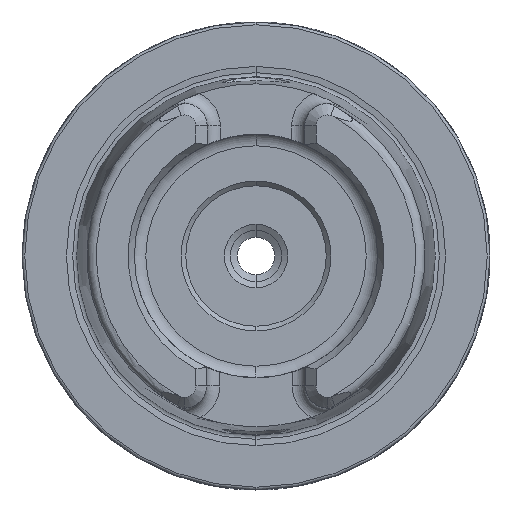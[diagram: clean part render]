
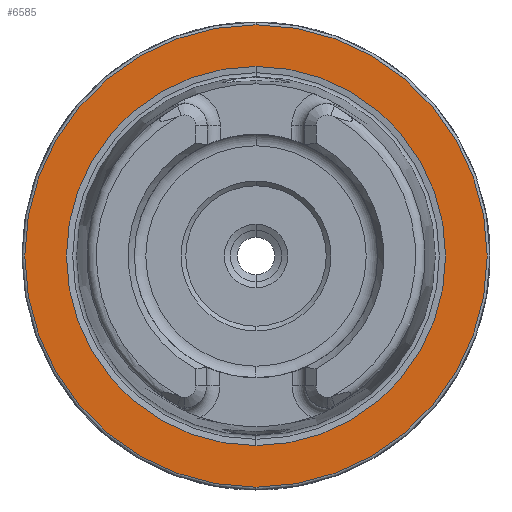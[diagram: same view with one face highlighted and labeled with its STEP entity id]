
A CAD part, left-side view. The second image highlights one B-rep face of the part: STEP entity #6585.
In plain terms, the highlighted planar face has unit normal (-1, 0, 0).
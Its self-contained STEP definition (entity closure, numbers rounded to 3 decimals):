
#311 = VERTEX_POINT ( 'NONE', #5134 ) ;
#402 = CARTESIAN_POINT ( 'NONE',  ( 0., 0., 0. ) ) ;
#457 = DIRECTION ( 'NONE',  ( -1., 0., 0. ) ) ;
#470 = AXIS2_PLACEMENT_3D ( 'NONE', #402, #457, #4028 ) ;
#760 = CARTESIAN_POINT ( 'NONE',  ( 0., 0., -24.7 ) ) ;
#977 = CARTESIAN_POINT ( 'NONE',  ( 0., 24.7, 0. ) ) ;
#1103 = CARTESIAN_POINT ( 'NONE',  ( 0., 0., 20.258 ) ) ;
#1209 = EDGE_CURVE ( 'NONE', #311, #4497, #3098, .T. ) ;
#1359 = AXIS2_PLACEMENT_3D ( 'NONE', #4993, #6396, #4839 ) ;
#1817 = ORIENTED_EDGE ( 'NONE', *, *, #5433, .T. ) ;
#1826 = DIRECTION ( 'NONE',  ( 0., 0., 1. ) ) ;
#1963 = DIRECTION ( 'NONE',  ( 0., 0., 1. ) ) ;
#1995 = DIRECTION ( 'NONE',  ( 1., 0., 0. ) ) ;
#2047 = ORIENTED_EDGE ( 'NONE', *, *, #1209, .F. ) ;
#2563 = EDGE_LOOP ( 'NONE', ( #1817, #3534 ) ) ;
#2575 = AXIS2_PLACEMENT_3D ( 'NONE', #977, #1995, #6732 ) ;
#2767 = VERTEX_POINT ( 'NONE', #760 ) ;
#2970 = EDGE_CURVE ( 'NONE', #4497, #311, #5022, .T. ) ;
#3098 = CIRCLE ( 'NONE', #4441, 20.258 ) ;
#3534 = ORIENTED_EDGE ( 'NONE', *, *, #5223, .T. ) ;
#3665 = PLANE ( 'NONE',  #2575 ) ;
#3917 = AXIS2_PLACEMENT_3D ( 'NONE', #4567, #5594, #1963 ) ;
#4028 = DIRECTION ( 'NONE',  ( 0., 0., 1. ) ) ;
#4375 = CARTESIAN_POINT ( 'NONE',  ( 0., 0., 24.7 ) ) ;
#4441 = AXIS2_PLACEMENT_3D ( 'NONE', #6484, #4937, #1826 ) ;
#4457 = ORIENTED_EDGE ( 'NONE', *, *, #2970, .F. ) ;
#4497 = VERTEX_POINT ( 'NONE', #1103 ) ;
#4567 = CARTESIAN_POINT ( 'NONE',  ( 0., 0., 0. ) ) ;
#4641 = CIRCLE ( 'NONE', #1359, 24.7 ) ;
#4839 = DIRECTION ( 'NONE',  ( 0., 0., 1. ) ) ;
#4937 = DIRECTION ( 'NONE',  ( -1., 0., 0. ) ) ;
#4970 = EDGE_LOOP ( 'NONE', ( #4457, #2047 ) ) ;
#4993 = CARTESIAN_POINT ( 'NONE',  ( 0., 0., 0. ) ) ;
#5022 = CIRCLE ( 'NONE', #3917, 20.258 ) ;
#5134 = CARTESIAN_POINT ( 'NONE',  ( 0., 0., -20.258 ) ) ;
#5148 = FACE_OUTER_BOUND ( 'NONE', #2563, .T. ) ;
#5223 = EDGE_CURVE ( 'NONE', #2767, #6674, #5281, .T. ) ;
#5281 = CIRCLE ( 'NONE', #470, 24.7 ) ;
#5433 = EDGE_CURVE ( 'NONE', #6674, #2767, #4641, .T. ) ;
#5594 = DIRECTION ( 'NONE',  ( -1., 0., 0. ) ) ;
#6191 = FACE_BOUND ( 'NONE', #4970, .T. ) ;
#6396 = DIRECTION ( 'NONE',  ( -1., 0., 0. ) ) ;
#6484 = CARTESIAN_POINT ( 'NONE',  ( 0., 0., 0. ) ) ;
#6585 = ADVANCED_FACE ( 'NONE', ( #6191, #5148 ), #3665, .F. ) ;
#6674 = VERTEX_POINT ( 'NONE', #4375 ) ;
#6732 = DIRECTION ( 'NONE',  ( 0., 0., -1. ) ) ;
